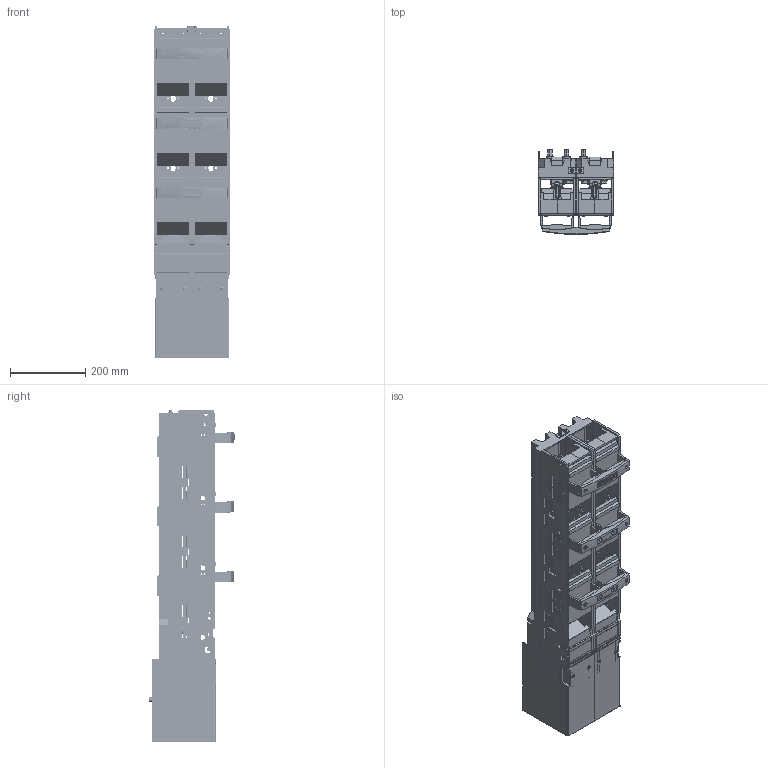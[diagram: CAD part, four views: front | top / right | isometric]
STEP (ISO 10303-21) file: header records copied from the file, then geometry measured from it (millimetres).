
FILE_DESCRIPTION(('CATIA V5 STEP'),'2;1');
FILE_NAME('L0704_NH_Lasttrennschalter_SL3_3x2_1600_HA_TM3.stp','2019-01-10T06:20:10+00:00',('none'),('Jean Müller GmbH'),'CATIA Version 5 Release 19 SP 9 (IN-10)','CATIA V5 STEP AP214','none');
FILE_SCHEMA(('AUTOMOTIVE_DESIGN { 1 0 10303 214 1 1 1 1 }'));
Products named in the file (1): L0704_NH-Lasttrennschalter SL3-3x2/1600/HA/TM3
Bounding box: 200 x 227.36 x 883.1 mm (x, y, z)
Volume: 7181352 mm3; surface area: 2714857.7 mm2
Topology: 52 solids, 62 shells, 9106 faces, 25086 edges, 15932 vertices
Faces by surface type: plane 7235, cylinder 1512, cone 319, bspline 32, sphere 8
Entity records: 268439 total; most frequent: CARTESIAN_POINT 50369, ORIENTED_EDGE 49960, DIRECTION 36273, EDGE_CURVE 24980, VECTOR 20325, LINE 20325, VERTEX_POINT 15884, EDGE_LOOP 10050
